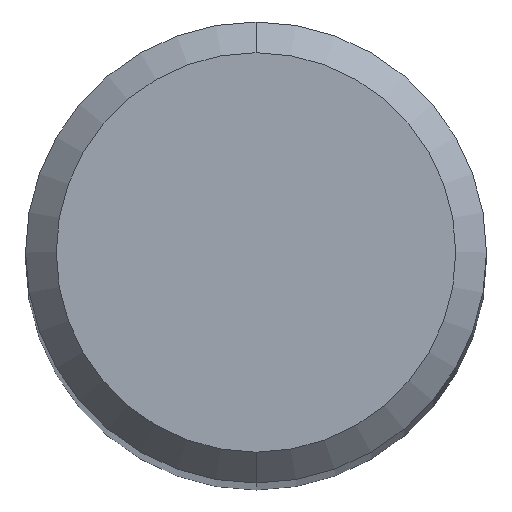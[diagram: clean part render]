
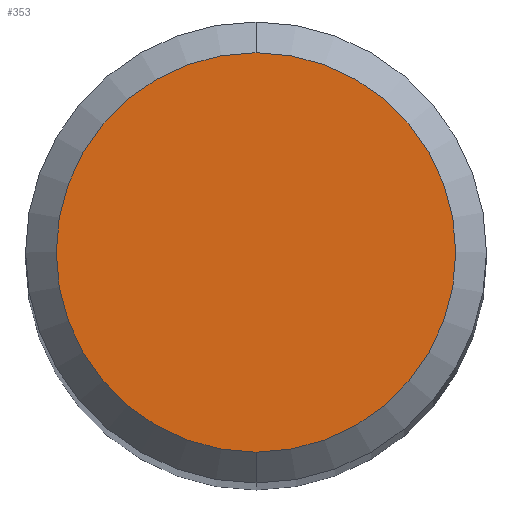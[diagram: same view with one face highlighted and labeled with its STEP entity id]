
A CAD part, top view. The second image highlights one B-rep face of the part: STEP entity #353.
In plain terms, the highlighted planar face has unit normal (0, 0, 1).
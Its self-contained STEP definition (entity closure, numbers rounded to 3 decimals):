
#217=EDGE_CURVE('',#291,#229,#482,.T.);
#229=VERTEX_POINT('',#494);
#259=EDGE_CURVE('',#229,#291,#527,.T.);
#291=VERTEX_POINT('',#561);
#353=ADVANCED_FACE('',(#634),#635,.T.);
#482=CIRCLE('',#783,1.95);
#494=CARTESIAN_POINT('',(0.0,1.95,0.0));
#527=CIRCLE('',#843,1.95);
#561=CARTESIAN_POINT('',(0.,-1.95,0.0));
#634=FACE_OUTER_BOUND('',#976,.T.);
#635=PLANE('',#977);
#783=AXIS2_PLACEMENT_3D('',#1137,#1138,#1139);
#843=AXIS2_PLACEMENT_3D('',#1179,#1180,#1181);
#976=EDGE_LOOP('',(#1325,#1326));
#977=AXIS2_PLACEMENT_3D('',#1327,#1328,#1329);
#1137=CARTESIAN_POINT('',(0.0,0.0,0.0));
#1138=DIRECTION('',(0.0,0.0,-1.0));
#1139=DIRECTION('',(0.0,1.0,0.0));
#1179=CARTESIAN_POINT('',(0.0,0.0,0.0));
#1180=DIRECTION('',(0.0,0.0,-1.0));
#1181=DIRECTION('',(0.0,1.0,0.0));
#1325=ORIENTED_EDGE('',*,*,#259,.F.);
#1326=ORIENTED_EDGE('',*,*,#217,.F.);
#1327=CARTESIAN_POINT('',(0.0,0.975,0.0));
#1328=DIRECTION('',(-0.0,0.0,1.0));
#1329=DIRECTION('',(0.0,-1.0,0.0));
